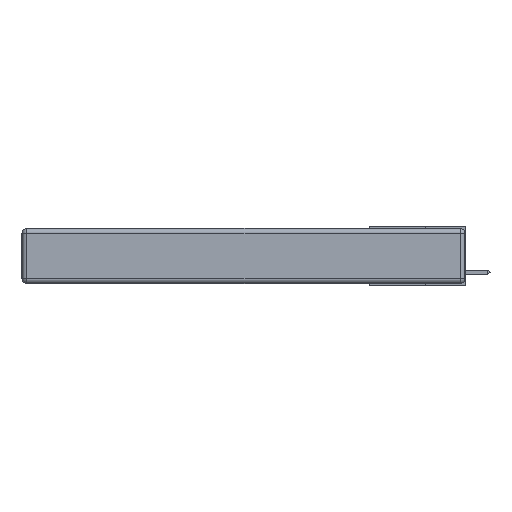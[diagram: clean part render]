
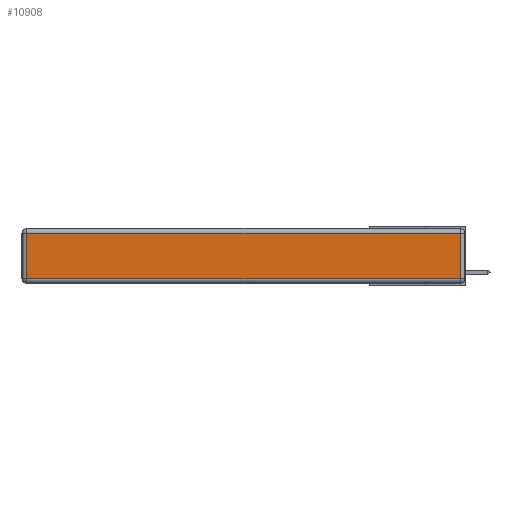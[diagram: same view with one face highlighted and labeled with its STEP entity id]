
A CAD part, left-side view. The second image highlights one B-rep face of the part: STEP entity #10908.
In plain terms, the highlighted planar face has unit normal (-1, 0, 0).
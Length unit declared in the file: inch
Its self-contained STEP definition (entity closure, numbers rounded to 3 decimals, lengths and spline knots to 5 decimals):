
#197 = ORIENTED_EDGE ( 'NONE', *, *, #2618, .T. ) ;
#200 = CARTESIAN_POINT ( 'NONE',  ( 0., 2.72, -0.343 ) ) ;
#366 = LINE ( 'NONE', #4470, #13757 ) ;
#1287 = VECTOR ( 'NONE', #4075, 39.37008 ) ;
#2618 = EDGE_CURVE ( 'NONE', #14893, #8904, #3489, .T. ) ;
#2648 = VERTEX_POINT ( 'NONE', #10561 ) ;
#3489 = LINE ( 'NONE', #200, #9598 ) ;
#4075 = DIRECTION ( 'NONE',  ( 0., 0., 1. ) ) ;
#4470 = CARTESIAN_POINT ( 'NONE',  ( 0., 0., -0.313 ) ) ;
#5158 = LINE ( 'NONE', #6446, #1287 ) ;
#5367 = DIRECTION ( 'NONE',  ( 0., 0., -1. ) ) ;
#5778 = EDGE_LOOP ( 'NONE', ( #16470, #14718, #11938, #197 ) ) ;
#5839 = EDGE_CURVE ( 'NONE', #14579, #14893, #6157, .T. ) ;
#5855 = AXIS2_PLACEMENT_3D ( 'NONE', #11791, #7812, #6374 ) ;
#6157 = LINE ( 'NONE', #13582, #9421 ) ;
#6374 = DIRECTION ( 'NONE',  ( 0., 0., 1. ) ) ;
#6446 = CARTESIAN_POINT ( 'NONE',  ( 0., 0.03, -0.343 ) ) ;
#6705 = CARTESIAN_POINT ( 'NONE',  ( 0., 0.03, -0.03 ) ) ;
#6721 = EDGE_CURVE ( 'NONE', #2648, #14579, #5158, .T. ) ;
#7244 = DIRECTION ( 'NONE',  ( 0., -1., 0. ) ) ;
#7812 = DIRECTION ( 'NONE',  ( -1., 0., 0. ) ) ;
#8904 = VERTEX_POINT ( 'NONE', #10228 ) ;
#9421 = VECTOR ( 'NONE', #10781, 39.37008 ) ;
#9598 = VECTOR ( 'NONE', #5367, 39.37008 ) ;
#10228 = CARTESIAN_POINT ( 'NONE',  ( 0., 2.72, -0.313 ) ) ;
#10324 = PLANE ( 'NONE',  #5855 ) ;
#10561 = CARTESIAN_POINT ( 'NONE',  ( 0., 0.03, -0.313 ) ) ;
#10604 = CARTESIAN_POINT ( 'NONE',  ( 0., 2.72, -0.03 ) ) ;
#10781 = DIRECTION ( 'NONE',  ( 0., 1., 0. ) ) ;
#10908 = ADVANCED_FACE ( 'NONE', ( #14176 ), #10324, .T. ) ;
#11717 = EDGE_CURVE ( 'NONE', #8904, #2648, #366, .T. ) ;
#11791 = CARTESIAN_POINT ( 'NONE',  ( 0., 0., -0.343 ) ) ;
#11938 = ORIENTED_EDGE ( 'NONE', *, *, #5839, .T. ) ;
#13582 = CARTESIAN_POINT ( 'NONE',  ( 0., 2.75, -0.03 ) ) ;
#13757 = VECTOR ( 'NONE', #7244, 39.37008 ) ;
#14176 = FACE_OUTER_BOUND ( 'NONE', #5778, .T. ) ;
#14579 = VERTEX_POINT ( 'NONE', #6705 ) ;
#14718 = ORIENTED_EDGE ( 'NONE', *, *, #6721, .T. ) ;
#14893 = VERTEX_POINT ( 'NONE', #10604 ) ;
#16470 = ORIENTED_EDGE ( 'NONE', *, *, #11717, .T. ) ;
